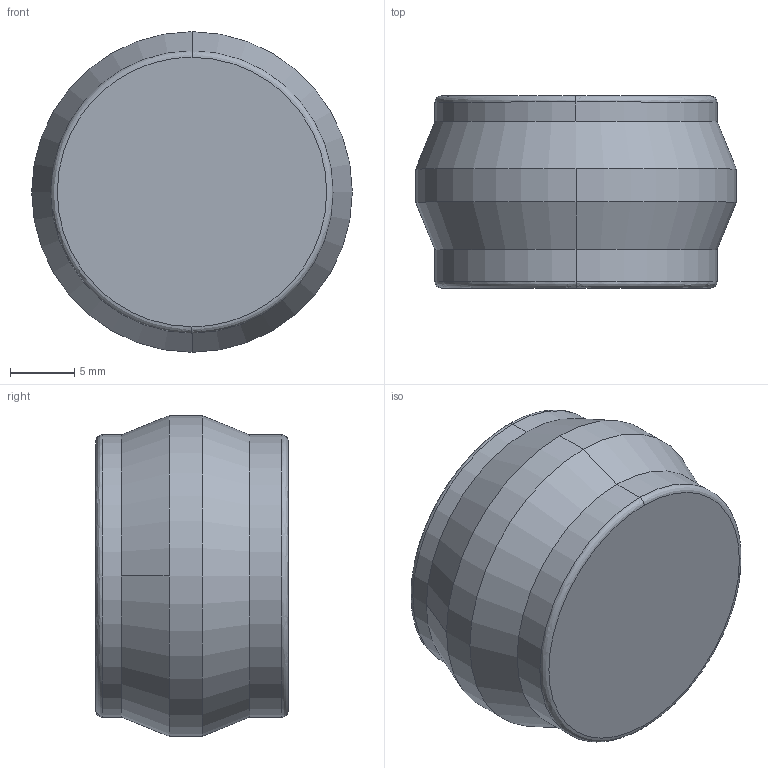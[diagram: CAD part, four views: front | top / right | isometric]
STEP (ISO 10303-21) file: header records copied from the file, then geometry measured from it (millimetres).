
FILE_DESCRIPTION (( 'STEP AP214' ), '1' );
FILE_NAME ('137800001J100A.STEP', '2012-10-16T13:57:55', ( '' ), ( '' ), 'SwSTEP 2.0', 'SolidWorks 2012', '' );
FILE_SCHEMA (( 'AUTOMOTIVE_DESIGN' ));
Length unit declared in the file: millimetre
Products named in the file (1): 137800001J100A
Bounding box: 25 x 15 x 25 mm (x, y, z)
Volume: 6382.8 mm3; surface area: 1869.7 mm2
Topology: 1 solids, 1 shells, 16 faces, 34 edges, 20 vertices
Faces by surface type: cylinder 6, cone 4, bspline 4, plane 2
Entity records: 643 total; most frequent: CARTESIAN_POINT 289, ORIENTED_EDGE 68, DIRECTION 68, EDGE_CURVE 34, AXIS2_PLACEMENT_3D 29, VERTEX_POINT 20, FACE_OUTER_BOUND 16, CIRCLE 16
